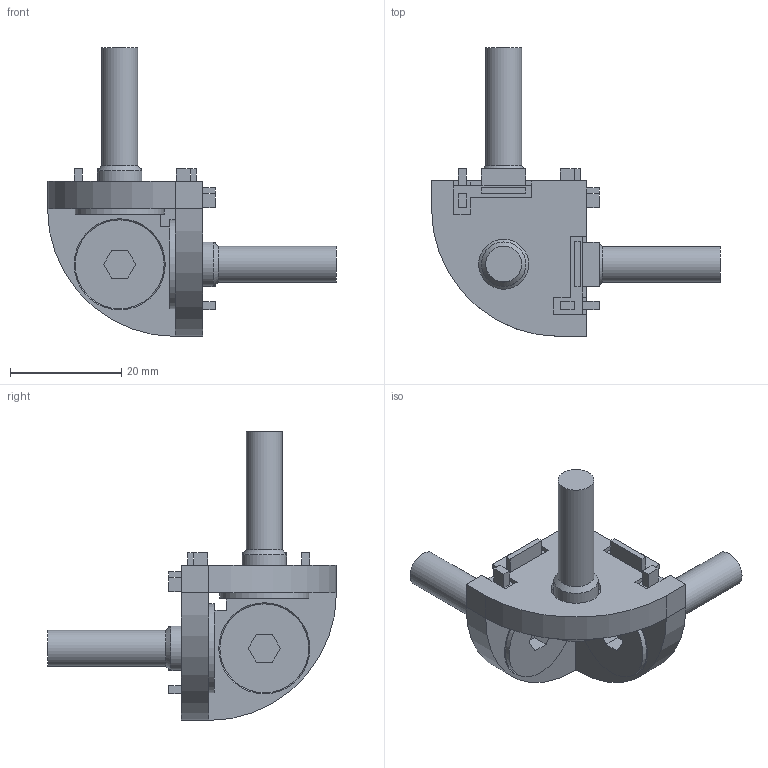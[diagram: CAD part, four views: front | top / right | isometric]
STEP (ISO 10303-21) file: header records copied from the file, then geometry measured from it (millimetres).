
FILE_DESCRIPTION(/* description */ (''),/* implementation_level */ '2;1');
FILE_NAME(/* name */ '123210',/* time_stamp */ '2014-10-06T13:11:53+02:00',/* author */ (''),/* organization */ (''),/* preprocessor_version */ 'ST-DEVELOPER v14',/* originating_system */ 'HiCAD 2013 1802.4 Build 509',/* authorisation */ '');
FILE_SCHEMA (('AUTOMOTIVE_DESIGN { 1 0 10303 214 1 1 1 1 }'));
Length unit declared in the file: millimetre
Products named in the file (5): Root; 123210XYZ HOEKSTUK 30BOIKON; 900620Verz. inbusbout DIN 7991 EV M8 x 30BOIKON0
Assembly tree (4 placements, depth 3):
  Root
    123210XYZ HOEKSTUK 30BOIKON
      900620Verz. inbusbout DIN 7991 EV M8 x 30BOIKON0
      900620Verz. inbusbout DIN 7991 EV M8 x 30BOIKON0
      900620Verz. inbusbout DIN 7991 EV M8 x 30BOIKON0
Bounding box: 52.04 x 52.04 x 52.04 mm (x, y, z)
Volume: 10573.9 mm3; surface area: 7669 mm2
Topology: 4 solids, 4 shells, 161 faces, 402 edges, 266 vertices
Faces by surface type: plane 131, cylinder 18, cone 12
Full cylindrical faces by diameter (mm): 6.466 x3, 8 x3, 16 x3
Entity records: 5410 total; most frequent: CARTESIAN_POINT 804, DIRECTION 758, ORIENTED_EDGE 756, EDGE_CURVE 378, VECTOR 336, LINE 336, VERTEX_POINT 254, AXIS2_PLACEMENT_3D 211
